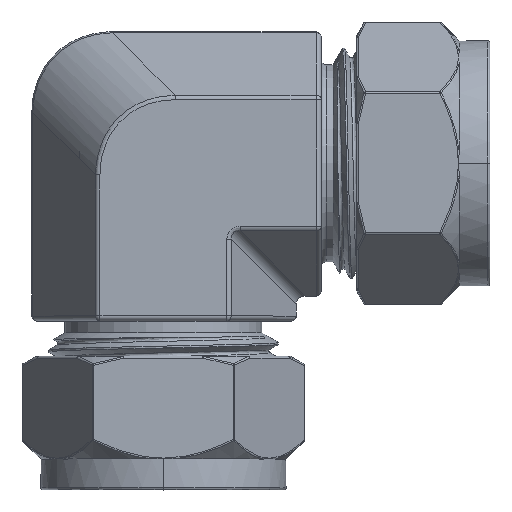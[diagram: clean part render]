
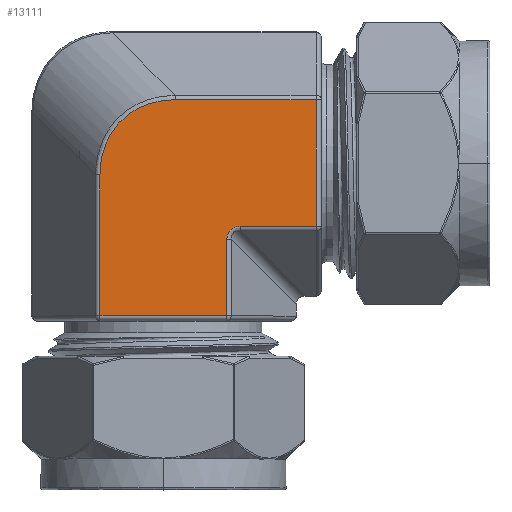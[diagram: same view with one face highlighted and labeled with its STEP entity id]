
A CAD part, top view. The second image highlights one B-rep face of the part: STEP entity #13111.
In plain terms, the highlighted planar face has unit normal (0, 0, 1).
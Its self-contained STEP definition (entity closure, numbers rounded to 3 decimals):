
#4904=DIRECTION('',(1.,0.,0.));
#4905=VECTOR('',#4904,9.926);
#4906=CARTESIAN_POINT('',(10.007,-8.275,15.));
#4907=LINE('',#4906,#4905);
#4911=CARTESIAN_POINT('',(8.275,-10.007,15.));
#4912=CARTESIAN_POINT('',(8.275,-9.955,15.));
#4913=CARTESIAN_POINT('',(8.279,-9.853,15.));
#4914=CARTESIAN_POINT('',(8.295,-9.712,15.));
#4915=CARTESIAN_POINT('',(8.32,-9.575,15.));
#4916=CARTESIAN_POINT('',(8.353,-9.445,15.));
#4917=CARTESIAN_POINT('',(8.395,-9.322,15.));
#4918=CARTESIAN_POINT('',(8.444,-9.207,15.));
#4919=CARTESIAN_POINT('',(8.5,-9.098,15.));
#4920=CARTESIAN_POINT('',(8.562,-8.997,15.));
#4921=CARTESIAN_POINT('',(8.63,-8.902,15.));
#4922=CARTESIAN_POINT('',(8.705,-8.814,15.));
#4923=CARTESIAN_POINT('',(8.785,-8.731,15.));
#4924=CARTESIAN_POINT('',(8.873,-8.654,15.));
#4925=CARTESIAN_POINT('',(8.967,-8.583,15.));
#4926=CARTESIAN_POINT('',(9.069,-8.517,15.));
#4927=CARTESIAN_POINT('',(9.179,-8.458,15.));
#4928=CARTESIAN_POINT('',(9.297,-8.405,15.));
#4929=CARTESIAN_POINT('',(9.423,-8.36,15.));
#4930=CARTESIAN_POINT('',(9.557,-8.323,15.));
#4931=CARTESIAN_POINT('',(9.699,-8.296,15.));
#4932=CARTESIAN_POINT('',(9.849,-8.279,15.));
#4933=CARTESIAN_POINT('',(9.954,-8.275,15.));
#4934=CARTESIAN_POINT('',(10.007,-8.275,15.));
#4939=DIRECTION('',(0.,1.,0.));
#4940=VECTOR('',#4939,9.926);
#4941=CARTESIAN_POINT('',(8.275,-19.933,15.));
#4942=LINE('',#4941,#4940);
#4946=DIRECTION('',(-1.,0.,0.));
#4947=VECTOR('',#4946,16.551);
#4948=CARTESIAN_POINT('',(8.275,-19.933,15.));
#4949=LINE('',#4948,#4947);
#4953=DIRECTION('',(0.,-1.,0.));
#4954=VECTOR('',#4953,18.394);
#4955=CARTESIAN_POINT('',(-8.275,-1.54,15.));
#4956=LINE('',#4955,#4954);
#4960=CARTESIAN_POINT('',(1.54,8.275,15.));
#4961=CARTESIAN_POINT('',(1.344,8.275,15.));
#4962=CARTESIAN_POINT('',(0.959,8.266,15.));
#4963=CARTESIAN_POINT('',(0.407,8.226,15.));
#4964=CARTESIAN_POINT('',(-0.133,8.161,15.));
#4965=CARTESIAN_POINT('',(-0.656,8.072,15.));
#4966=CARTESIAN_POINT('',(-1.163,7.96,15.));
#4967=CARTESIAN_POINT('',(-1.654,7.826,15.));
#4968=CARTESIAN_POINT('',(-2.129,7.671,15.));
#4969=CARTESIAN_POINT('',(-2.587,7.495,15.));
#4970=CARTESIAN_POINT('',(-3.029,7.299,15.));
#4971=CARTESIAN_POINT('',(-3.455,7.083,15.));
#4972=CARTESIAN_POINT('',(-3.864,6.849,15.));
#4973=CARTESIAN_POINT('',(-4.256,6.597,15.));
#4974=CARTESIAN_POINT('',(-4.632,6.327,15.));
#4975=CARTESIAN_POINT('',(-4.992,6.039,15.));
#4976=CARTESIAN_POINT('',(-5.335,5.734,15.));
#4977=CARTESIAN_POINT('',(-5.662,5.411,15.));
#4978=CARTESIAN_POINT('',(-5.972,5.071,15.));
#4979=CARTESIAN_POINT('',(-6.265,4.713,15.));
#4980=CARTESIAN_POINT('',(-6.541,4.338,15.));
#4981=CARTESIAN_POINT('',(-6.799,3.945,15.));
#4982=CARTESIAN_POINT('',(-7.04,3.535,15.));
#4983=CARTESIAN_POINT('',(-7.261,3.107,15.));
#4984=CARTESIAN_POINT('',(-7.464,2.661,15.));
#4985=CARTESIAN_POINT('',(-7.646,2.197,15.));
#4986=CARTESIAN_POINT('',(-7.808,1.716,15.));
#4987=CARTESIAN_POINT('',(-7.947,1.217,15.));
#4988=CARTESIAN_POINT('',(-8.064,0.7,15.));
#4989=CARTESIAN_POINT('',(-8.156,0.167,15.));
#4990=CARTESIAN_POINT('',(-8.224,-0.385,15.));
#4991=CARTESIAN_POINT('',(-8.266,-0.953,15.));
#4992=CARTESIAN_POINT('',(-8.275,-1.342,15.));
#4993=CARTESIAN_POINT('',(-8.275,-1.54,15.));
#4998=DIRECTION('',(-1.,0.,0.));
#4999=VECTOR('',#4998,18.394);
#5000=CARTESIAN_POINT('',(19.933,8.275,15.));
#5001=LINE('',#5000,#4999);
#5005=DIRECTION('',(0.,-1.,0.));
#5006=VECTOR('',#5005,16.551);
#5007=CARTESIAN_POINT('',(19.933,8.275,15.));
#5008=LINE('',#5007,#5006);
#8855=CARTESIAN_POINT('',(10.007,-8.275,15.));
#8856=CARTESIAN_POINT('',(19.933,-8.275,15.));
#8857=VERTEX_POINT('',#8855);
#8858=VERTEX_POINT('',#8856);
#8859=VERTEX_POINT('',#4911);
#8861=CARTESIAN_POINT('',(8.275,-19.933,15.));
#8862=VERTEX_POINT('',#8861);
#8883=CARTESIAN_POINT('',(-8.275,-19.933,15.));
#8884=VERTEX_POINT('',#8883);
#8891=CARTESIAN_POINT('',(19.933,8.275,15.));
#8892=VERTEX_POINT('',#8891);
#8915=CARTESIAN_POINT('',(-8.275,-1.54,15.));
#8916=VERTEX_POINT('',#8915);
#8919=VERTEX_POINT('',#4960);
#13090=CARTESIAN_POINT('',(0.,8.66,15.));
#13091=DIRECTION('',(0.,0.,1.));
#13092=DIRECTION('',(0.,-1.,0.));
#13093=AXIS2_PLACEMENT_3D('',#13090,#13091,#13092);
#13094=PLANE('',#13093);
#13096=ORIENTED_EDGE('',*,*,#13095,.F.);
#13097=ORIENTED_EDGE('',*,*,#13080,.F.);
#13099=ORIENTED_EDGE('',*,*,#13098,.F.);
#13100=ORIENTED_EDGE('',*,*,#12030,.T.);
#13102=ORIENTED_EDGE('',*,*,#13101,.F.);
#13104=ORIENTED_EDGE('',*,*,#13103,.F.);
#13106=ORIENTED_EDGE('',*,*,#13105,.F.);
#13108=ORIENTED_EDGE('',*,*,#13107,.T.);
#13109=EDGE_LOOP('',(#13096,#13097,#13099,#13100,#13102,#13104,#13106,#13108));
#13110=FACE_OUTER_BOUND('',#13109,.F.);
#4935=B_SPLINE_CURVE_WITH_KNOTS('',3,(#4911,#4912,#4913,#4914,#4915,#4916,#4917,
#4918,#4919,#4920,#4921,#4922,#4923,#4924,#4925,#4926,#4927,#4928,#4929,#4930,
#4931,#4932,#4933,#4934),.UNSPECIFIED.,.F.,.F.,(4,1,1,1,1,1,1,1,1,1,1,1,1,1,1,1,
1,1,1,1,1,4),(0.,0.048,0.095,0.143,
0.19,0.238,0.286,0.333,
0.381,0.429,0.476,0.524,
0.571,0.619,0.667,0.714,
0.762,0.81,0.857,0.905,
0.952,1.),.UNSPECIFIED.);
#4994=B_SPLINE_CURVE_WITH_KNOTS('',3,(#4960,#4961,#4962,#4963,#4964,#4965,#4966,
#4967,#4968,#4969,#4970,#4971,#4972,#4973,#4974,#4975,#4976,#4977,#4978,#4979,
#4980,#4981,#4982,#4983,#4984,#4985,#4986,#4987,#4988,#4989,#4990,#4991,#4992,
#4993),.UNSPECIFIED.,.F.,.F.,(4,1,1,1,1,1,1,1,1,1,1,1,1,1,1,1,1,1,1,1,1,1,1,1,1,
1,1,1,1,1,1,4),(0.,0.032,0.065,0.097,
0.129,0.161,0.194,0.226,
0.258,0.29,0.323,0.355,
0.387,0.419,0.452,0.484,
0.516,0.548,0.581,0.613,
0.645,0.677,0.71,0.742,
0.774,0.806,0.839,0.871,
0.903,0.935,0.968,1.),.UNSPECIFIED.);
#12030=EDGE_CURVE('',#8862,#8884,#4949,.T.);
#13080=EDGE_CURVE('',#8859,#8857,#4935,.T.);
#13095=EDGE_CURVE('',#8857,#8858,#4907,.T.);
#13098=EDGE_CURVE('',#8862,#8859,#4942,.T.);
#13101=EDGE_CURVE('',#8916,#8884,#4956,.T.);
#13103=EDGE_CURVE('',#8919,#8916,#4994,.T.);
#13105=EDGE_CURVE('',#8892,#8919,#5001,.T.);
#13107=EDGE_CURVE('',#8892,#8858,#5008,.T.);
#13111=ADVANCED_FACE('',(#13110),#13094,.T.);
